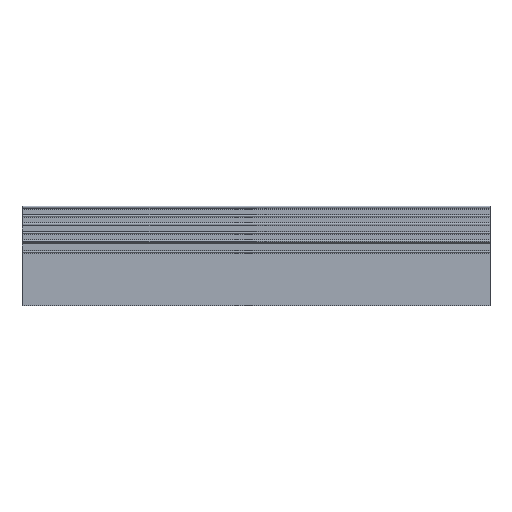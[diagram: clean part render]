
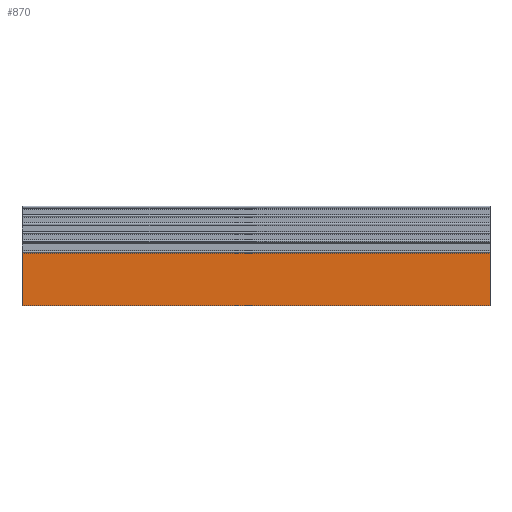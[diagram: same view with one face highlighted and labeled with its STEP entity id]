
A CAD part, front view. The second image highlights one B-rep face of the part: STEP entity #870.
In plain terms, the highlighted free-form (B-spline) face has degree [1, 1] with [2, 2] control points.
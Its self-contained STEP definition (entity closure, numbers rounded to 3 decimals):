
#814=CARTESIAN_POINT('',(110.0,-3.985,24.903));
#815=VERTEX_POINT('',#814);
#823=CARTESIAN_POINT('',(-110.0,-3.985,24.903));
#824=VERTEX_POINT('',#823);
#831=CARTESIAN_POINT('',(-110.0,-3.985,24.903));
#832=DIRECTION('',(1.0,0.0,0.0));
#833=VECTOR('',#832,220.0);
#834=LINE('',#831,#833);
#835=EDGE_CURVE('',#824,#815,#834,.T.);
#840=CARTESIAN_POINT('',(110.0,-3.985,0.0));
#841=CARTESIAN_POINT('',(110.0,-3.985,24.903));
#842=CARTESIAN_POINT('',(-110.0,-3.985,0.0));
#843=CARTESIAN_POINT('',(-110.0,-3.985,24.903));
#844=B_SPLINE_SURFACE_WITH_KNOTS('',1,1,((#840,#842),(#841,#843)),.UNSPECIFIED.,.F.,.F.,.U.,(2,2),(2,2),(0.0,24.903),(0.0,220.0),.UNSPECIFIED.);
#845=CARTESIAN_POINT('',(110.0,-3.985,0.0));
#846=VERTEX_POINT('',#845);
#847=CARTESIAN_POINT('',(110.0,-3.985,24.903));
#848=DIRECTION('',(0.0,0.0,-1.0));
#849=VECTOR('',#848,24.903);
#850=LINE('',#847,#849);
#851=EDGE_CURVE('',#815,#846,#850,.T.);
#852=ORIENTED_EDGE('',*,*,#851,.F.);
#853=ORIENTED_EDGE('',*,*,#835,.F.);
#854=CARTESIAN_POINT('',(-110.0,-3.985,0.0));
#855=VERTEX_POINT('',#854);
#856=CARTESIAN_POINT('',(-110.0,-3.985,24.903));
#857=DIRECTION('',(0.0,0.0,-1.0));
#858=VECTOR('',#857,24.903);
#859=LINE('',#856,#858);
#860=EDGE_CURVE('',#824,#855,#859,.T.);
#861=ORIENTED_EDGE('',*,*,#860,.T.);
#862=CARTESIAN_POINT('',(-110.0,-3.985,0.0));
#863=DIRECTION('',(1.0,0.0,0.0));
#864=VECTOR('',#863,220.0);
#865=LINE('',#862,#864);
#866=EDGE_CURVE('',#855,#846,#865,.T.);
#867=ORIENTED_EDGE('',*,*,#866,.T.);
#868=EDGE_LOOP('',(#852,#853,#861,#867));
#869=FACE_OUTER_BOUND('',#868,.T.);
#870=ADVANCED_FACE('',(#869),#844,.T.);
